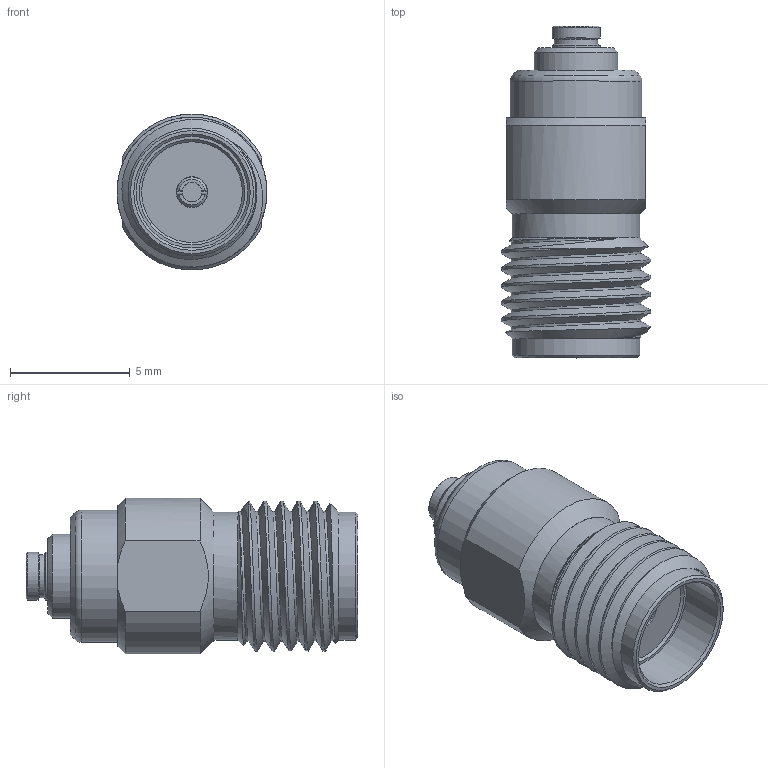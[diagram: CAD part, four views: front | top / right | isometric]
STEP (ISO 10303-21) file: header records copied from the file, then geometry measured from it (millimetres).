
FILE_DESCRIPTION(/* description */ ('Unknown'),/* implementation_level */ '2;1');
FILE_NAME(/* name */ '64403136111000',/* time_stamp */ '2020-07-27T09:30:59+02:00',/* author */ ('Unknown'),/* organization */ ('Unknown'),/* preprocessor_version */ 'ST-DEVELOPER v16.7',/* originating_system */ 'DEX',/* authorisation */ $);
FILE_SCHEMA (('AUTOMOTIVE_DESIGN {1 0 10303 214 3 1 1}'));
Length unit declared in the file: millimetre
Products named in the file (1): 64403136111000
Bounding box: 6.25 x 13.83 x 6.49 mm (x, y, z)
Volume: 293.4 mm3; surface area: 434.4 mm2
Topology: 1 solids, 1 shells, 66 faces, 148 edges, 97 vertices
Faces by surface type: plane 23, cylinder 21, cone 17, bspline 3, torus 2
Full cylindrical faces by diameter (mm): 0.5 x1, 1.27 x1, 1.3 x1, 1.46 x1, 1.6 x1, 1.8 x1, 2 x2, 3.5 x1, 4.65 x1, 4.84 x1, 5.33 x2, 5.5 x1
Entity records: 4029 total; most frequent: CARTESIAN_POINT 2273, DIRECTION 277, ORIENTED_EDGE 210, AXIS2_PLACEMENT_3D 131, EDGE_LOOP 108, FACE_BOUND 108, EDGE_CURVE 105, VERTEX_POINT 83
